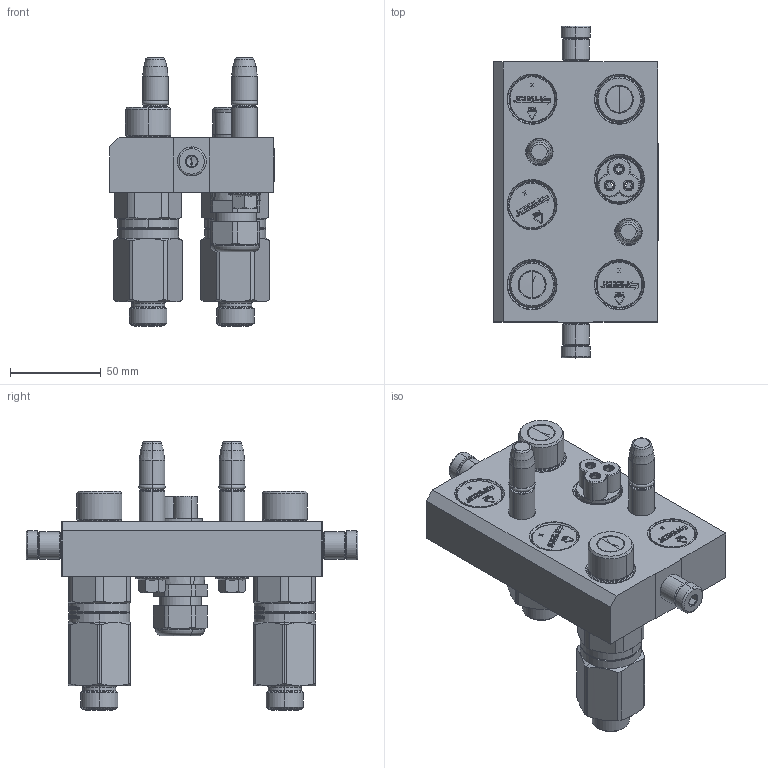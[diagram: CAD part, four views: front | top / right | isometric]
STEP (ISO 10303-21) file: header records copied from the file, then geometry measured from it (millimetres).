
FILE_DESCRIPTION (( 'STEP AP214' ), '1' );
FILE_NAME ('FASTER.step', '2021-10-26T16:27:21', ( '' ), ( '' ), 'SwSTEP 2.0', 'SolidWorks 2017', '' );
FILE_SCHEMA (( 'AUTOMOTIVE_DESIGN' ));
Length unit declared in the file: millimetre
Products named in the file (15): 4830_013_3000_030; 3ffnp1211_12sm; 4850_010_0000_010; conn_3p_m; P608_M_BASE; TAPPO_12; et002; 1540_080_0008_000; or2_62x9_19_m; 4830_021_0000_000; FASTER; corpospel08-3m; 4830_028_1000_011; 4830_044_0000_000
Assembly tree (24 placements, depth 3):
  FASTER
    P608_M_BASE
      4850_010_0000_010
      4830_021_0000_000  x2
      4830_013_3000_030  x2
      4830_028_1000_011  x2
      1540_080_0008_000  x2
      or2_62x9_19_m  x2
    TAPPO_12  x3
    3ffnp1211_12sm  x2
      3ffnp1211_12sm
    conn_3p_m
      4830_044_0000_000  x3
      corpospel08-3m
    et002
Bounding box: 90.3 x 182.6 x 147.61 mm (x, y, z)
Volume: 37513.4 mm3; surface area: 141181.5 mm2
Topology: 8 solids, 58 shells, 3351 faces, 9302 edges, 6065 vertices
Faces by surface type: plane 2041, cylinder 663, cone 330, torus 227, bspline 84, sphere 6
Entity records: 82420 total; most frequent: CARTESIAN_POINT 19624, ORIENTED_EDGE 11156, DIRECTION 10483, EDGE_CURVE 5806, LINE 4065, VECTOR 4065, VERTEX_POINT 3808, AXIS2_PLACEMENT_3D 3209
